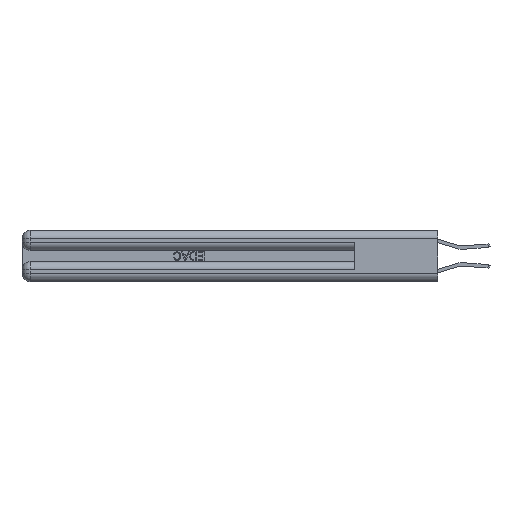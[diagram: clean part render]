
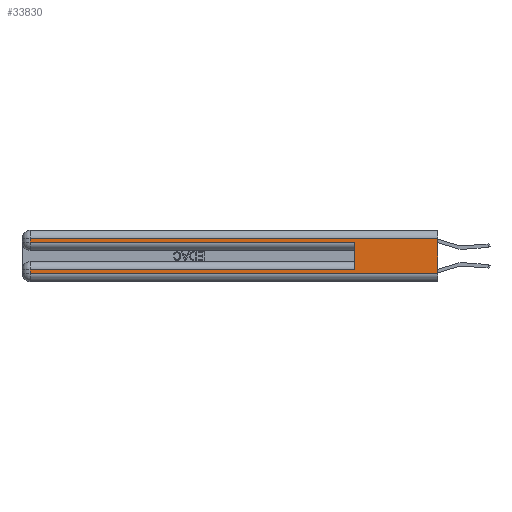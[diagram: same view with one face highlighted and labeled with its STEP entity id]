
A CAD part, left-side view. The second image highlights one B-rep face of the part: STEP entity #33830.
In plain terms, the highlighted planar face has unit normal (-1, 0, 0).
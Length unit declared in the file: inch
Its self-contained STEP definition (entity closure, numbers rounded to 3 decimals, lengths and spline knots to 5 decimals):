
#93 = ORIENTED_EDGE ( 'NONE', *, *, #10096, .T. ) ;
#376 = VERTEX_POINT ( 'NONE', #34493 ) ;
#595 = VECTOR ( 'NONE', #12736, 39.37008 ) ;
#2050 = CARTESIAN_POINT ( 'NONE',  ( 0., 2.94, 0.37 ) ) ;
#4521 = ORIENTED_EDGE ( 'NONE', *, *, #11170, .F. ) ;
#5920 = DIRECTION ( 'NONE',  ( 0., 0., -1. ) ) ;
#6546 = CARTESIAN_POINT ( 'NONE',  ( 0., 0.6, 0.085 ) ) ;
#8778 = ORIENTED_EDGE ( 'NONE', *, *, #24331, .T. ) ;
#9644 = PLANE ( 'NONE',  #27214 ) ;
#9888 = LINE ( 'NONE', #12018, #30391 ) ;
#10096 = EDGE_CURVE ( 'NONE', #376, #26221, #24829, .T. ) ;
#10405 = LINE ( 'NONE', #21271, #595 ) ;
#10732 = VERTEX_POINT ( 'NONE', #23692 ) ;
#10872 = EDGE_LOOP ( 'NONE', ( #14865, #20760, #8778, #14375, #4521, #12386, #93, #16474 ) ) ;
#11170 = EDGE_CURVE ( 'NONE', #17938, #18971, #15076, .T. ) ;
#11867 = CARTESIAN_POINT ( 'NONE',  ( 0., 0., 0.31 ) ) ;
#12018 = CARTESIAN_POINT ( 'NONE',  ( 0., 0., 0.31 ) ) ;
#12386 = ORIENTED_EDGE ( 'NONE', *, *, #14790, .T. ) ;
#12736 = DIRECTION ( 'NONE',  ( 0., -1., 0. ) ) ;
#12826 = VECTOR ( 'NONE', #25353, 39.37008 ) ;
#13347 = EDGE_CURVE ( 'NONE', #10732, #18971, #10405, .T. ) ;
#14001 = CARTESIAN_POINT ( 'NONE',  ( 0., 2.94, 0.06 ) ) ;
#14355 = DIRECTION ( 'NONE',  ( 0., 1., 0. ) ) ;
#14375 = ORIENTED_EDGE ( 'NONE', *, *, #13347, .T. ) ;
#14790 = EDGE_CURVE ( 'NONE', #17938, #376, #32752, .T. ) ;
#14865 = ORIENTED_EDGE ( 'NONE', *, *, #34872, .F. ) ;
#15076 = LINE ( 'NONE', #25937, #26662 ) ;
#15428 = DIRECTION ( 'NONE',  ( 0., 0., 1. ) ) ;
#16379 = CARTESIAN_POINT ( 'NONE',  ( 0., 0., 0.06 ) ) ;
#16474 = ORIENTED_EDGE ( 'NONE', *, *, #23966, .T. ) ;
#16763 = VERTEX_POINT ( 'NONE', #33071 ) ;
#17938 = VERTEX_POINT ( 'NONE', #6546 ) ;
#18971 = VERTEX_POINT ( 'NONE', #29631 ) ;
#20327 = DIRECTION ( 'NONE',  ( 0., 0., -1. ) ) ;
#20755 = DIRECTION ( 'NONE',  ( 0., 1., 0. ) ) ;
#20760 = ORIENTED_EDGE ( 'NONE', *, *, #26358, .T. ) ;
#21167 = DIRECTION ( 'NONE',  ( 0., -1., 0. ) ) ;
#21271 = CARTESIAN_POINT ( 'NONE',  ( 0., 0., 0.285 ) ) ;
#22515 = VECTOR ( 'NONE', #21167, 39.37008 ) ;
#22518 = VERTEX_POINT ( 'NONE', #11867 ) ;
#23167 = FACE_OUTER_BOUND ( 'NONE', #10872, .T. ) ;
#23692 = CARTESIAN_POINT ( 'NONE',  ( 0., 2.94, 0.285 ) ) ;
#23939 = LINE ( 'NONE', #2050, #28008 ) ;
#23966 = EDGE_CURVE ( 'NONE', #26221, #28849, #32902, .T. ) ;
#24331 = EDGE_CURVE ( 'NONE', #16763, #10732, #23939, .T. ) ;
#24433 = VECTOR ( 'NONE', #14355, 39.37008 ) ;
#24829 = LINE ( 'NONE', #27680, #12826 ) ;
#25353 = DIRECTION ( 'NONE',  ( 0., 0., -1. ) ) ;
#25856 = DIRECTION ( 'NONE',  ( 1., 0., 0. ) ) ;
#25937 = CARTESIAN_POINT ( 'NONE',  ( 0., 0.6, 0.145 ) ) ;
#26221 = VERTEX_POINT ( 'NONE', #14001 ) ;
#26358 = EDGE_CURVE ( 'NONE', #22518, #16763, #9888, .T. ) ;
#26662 = VECTOR ( 'NONE', #15428, 39.37008 ) ;
#27214 = AXIS2_PLACEMENT_3D ( 'NONE', #31946, #25856, #20327 ) ;
#27323 = CARTESIAN_POINT ( 'NONE',  ( 0., 0., 0.37 ) ) ;
#27680 = CARTESIAN_POINT ( 'NONE',  ( 0., 2.94, 0.37 ) ) ;
#28008 = VECTOR ( 'NONE', #34838, 39.37008 ) ;
#28849 = VERTEX_POINT ( 'NONE', #16379 ) ;
#29631 = CARTESIAN_POINT ( 'NONE',  ( 0., 0.6, 0.285 ) ) ;
#30228 = CARTESIAN_POINT ( 'NONE',  ( 0., 0., 0.06 ) ) ;
#30391 = VECTOR ( 'NONE', #20755, 39.37008 ) ;
#31946 = CARTESIAN_POINT ( 'NONE',  ( 0., 0., 0.37 ) ) ;
#32752 = LINE ( 'NONE', #33455, #24433 ) ;
#32902 = LINE ( 'NONE', #30228, #22515 ) ;
#32906 = VECTOR ( 'NONE', #5920, 39.37008 ) ;
#33039 = LINE ( 'NONE', #27323, #32906 ) ;
#33071 = CARTESIAN_POINT ( 'NONE',  ( 0., 2.94, 0.31 ) ) ;
#33455 = CARTESIAN_POINT ( 'NONE',  ( 0., 0., 0.085 ) ) ;
#33830 = ADVANCED_FACE ( 'NONE', ( #23167 ), #9644, .F. ) ;
#34493 = CARTESIAN_POINT ( 'NONE',  ( 0., 2.94, 0.085 ) ) ;
#34838 = DIRECTION ( 'NONE',  ( 0., 0., -1. ) ) ;
#34872 = EDGE_CURVE ( 'NONE', #22518, #28849, #33039, .T. ) ;
